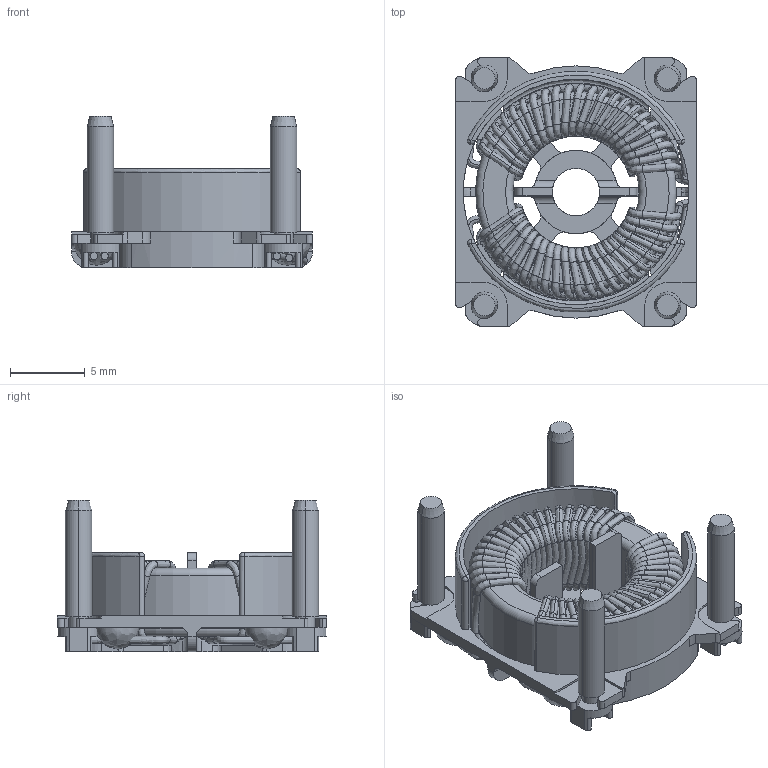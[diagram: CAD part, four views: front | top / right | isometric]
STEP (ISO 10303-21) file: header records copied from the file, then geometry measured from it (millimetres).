
FILE_DESCRIPTION (( 'STEP AP214' ), '1' );
FILE_NAME ('49389.STEP', '2020-08-13T15:11:47', ( '' ), ( '' ), 'SwSTEP 2.0', 'SolidWorks 2017', '' );
FILE_SCHEMA (( 'AUTOMOTIVE_DESIGN' ));
Length unit declared in the file: millimetre
Products named in the file (5): 45922; 49389; Fixed Coils^49389; 47719; Copy of ADHESIVE4_CHOKE_ADAPTER.1.1.2^49389
Assembly tree (10 placements, depth 2):
  49389
    45922
    Copy of ADHESIVE4_CHOKE_ADAPTER.1.1.2^49389  x4
    47719  x4
    Fixed Coils^49389
Bounding box: 16.13 x 18.03 x 10.13 mm (x, y, z)
Volume: 873.7 mm3; surface area: 2779 mm2
Topology: 12 solids, 12 shells, 1184 faces, 3078 edges, 1836 vertices
Faces by surface type: bspline 808, plane 178, cylinder 166, torus 24, cone 8
Entity records: 136404 total; most frequent: CARTESIAN_POINT 107586, ORIENTED_EDGE 5808, DIRECTION 3507, EDGE_CURVE 2904, VERTEX_POINT 1728, AXIS2_PLACEMENT_3D 1495, CIRCLE 1175, B_SPLINE_CURVE_WITH_KNOTS 1174
